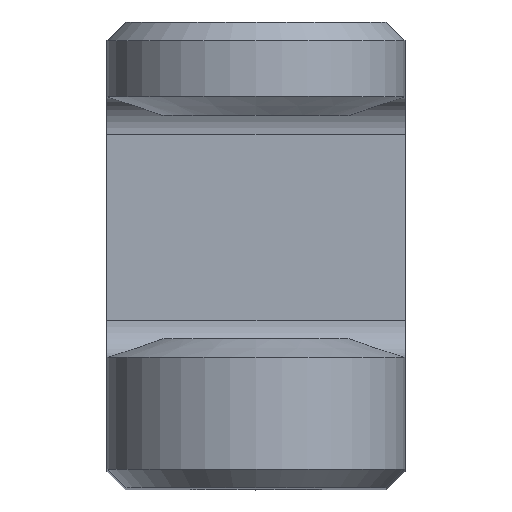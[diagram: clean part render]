
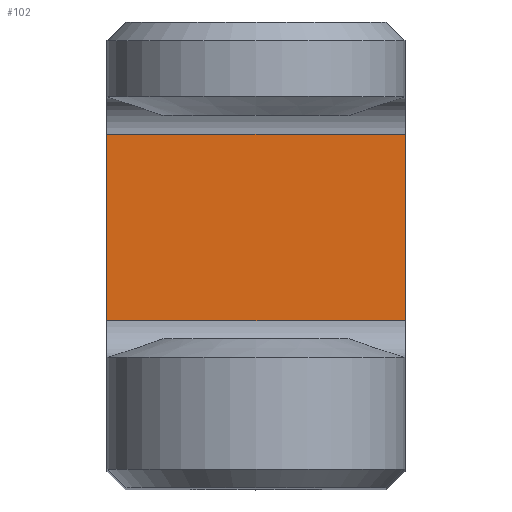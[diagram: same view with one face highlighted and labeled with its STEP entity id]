
A CAD part, top view. The second image highlights one B-rep face of the part: STEP entity #102.
In plain terms, the highlighted planar face has unit normal (0, 0, 1).
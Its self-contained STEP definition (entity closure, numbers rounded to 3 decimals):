
#102=ADVANCED_FACE('',(#173),#145,.T.);
#145=PLANE('',#902);
#173=FACE_OUTER_BOUND('',#218,.T.);
#218=EDGE_LOOP('',(#381,#382,#383,#384));
#381=ORIENTED_EDGE('',*,*,#616,.T.);
#382=ORIENTED_EDGE('',*,*,#659,.T.);
#383=ORIENTED_EDGE('',*,*,#604,.F.);
#384=ORIENTED_EDGE('',*,*,#660,.T.);
#534=VERTEX_POINT('',#1221);
#535=VERTEX_POINT('',#1223);
#546=VERTEX_POINT('',#1246);
#547=VERTEX_POINT('',#1248);
#604=EDGE_CURVE('',#534,#535,#713,.T.);
#616=EDGE_CURVE('',#547,#546,#722,.T.);
#659=EDGE_CURVE('',#546,#535,#744,.T.);
#660=EDGE_CURVE('',#534,#547,#745,.T.);
#713=LINE('',#1222,#783);
#722=LINE('',#1247,#792);
#744=LINE('',#1332,#814);
#745=LINE('',#1333,#815);
#783=VECTOR('',#966,1.);
#792=VECTOR('',#983,1.);
#814=VECTOR('',#1071,1.);
#815=VECTOR('',#1072,1.);
#902=AXIS2_PLACEMENT_3D('',#1334,#1073,#1074);
#966=DIRECTION('',(0.,-1.,0.));
#983=DIRECTION('',(0.,-1.,0.));
#1071=DIRECTION('',(1.,0.,0.));
#1072=DIRECTION('',(-1.,0.,0.));
#1073=DIRECTION('',(0.,0.,1.));
#1074=DIRECTION('',(0.,-1.,0.));
#1221=CARTESIAN_POINT('',(4.,2.5,-4.));
#1222=CARTESIAN_POINT('',(4.,0.,-4.));
#1223=CARTESIAN_POINT('',(4.,-2.5,-4.));
#1246=CARTESIAN_POINT('',(-4.,-2.5,-4.));
#1247=CARTESIAN_POINT('',(-4.,0.,-4.));
#1248=CARTESIAN_POINT('',(-4.,2.5,-4.));
#1332=CARTESIAN_POINT('',(0.,-2.5,-4.));
#1333=CARTESIAN_POINT('',(-4.,2.5,-4.));
#1334=CARTESIAN_POINT('',(25.,-3.5,-4.));
